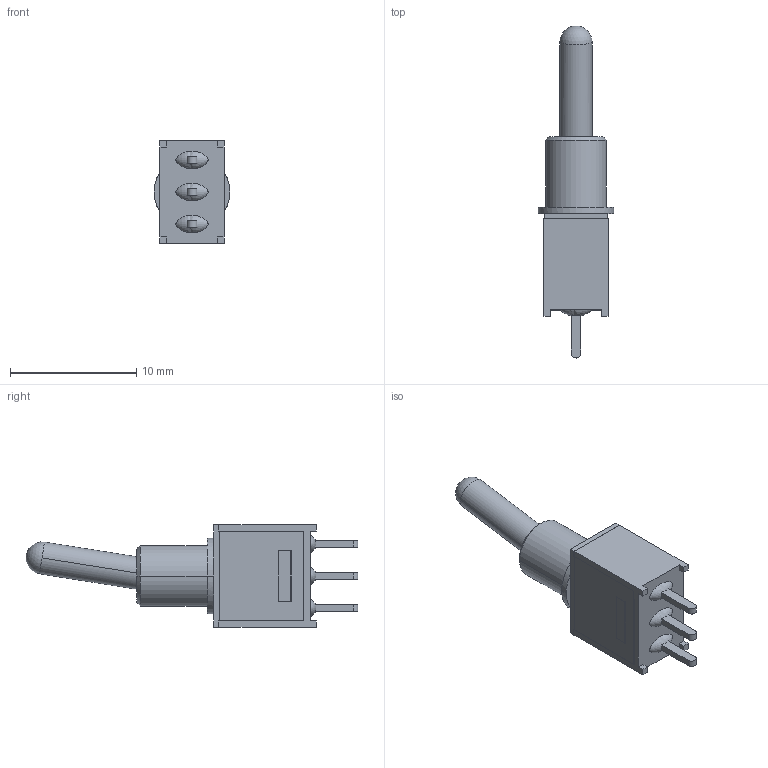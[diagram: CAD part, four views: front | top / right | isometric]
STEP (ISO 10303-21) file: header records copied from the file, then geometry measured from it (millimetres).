
FILE_DESCRIPTION (( 'STEP AP214' ), '1' );
FILE_NAME ('2MS3T1B3M2QES.STEP', '2024-06-23T13:53:43', ( '' ), ( '' ), 'SwSTEP 2.0', 'SolidWorks 2023', '' );
FILE_SCHEMA (( 'AUTOMOTIVE_DESIGN' ));
Length unit declared in the file: millimetre
Products named in the file (1): 2MS3T1B3M2QES
Bounding box: 6 x 26.3 x 8.13 mm (x, y, z)
Volume: 476.9 mm3; surface area: 496.9 mm2
Topology: 1 solids, 1 shells, 100 faces, 260 edges, 173 vertices
Faces by surface type: plane 82, cylinder 11, cone 3, torus 3, sphere 1
Entity records: 4481 total; most frequent: CARTESIAN_POINT 916, ORIENTED_EDGE 516, DIRECTION 474, EDGE_CURVE 258, LINE 208, VECTOR 208, VERTEX_POINT 172, AXIS2_PLACEMENT_3D 133
